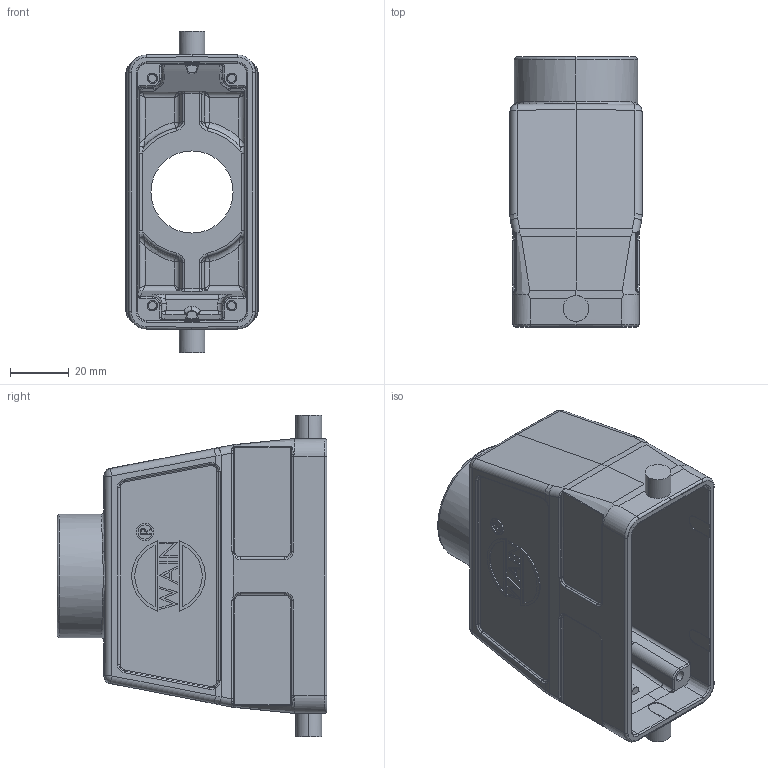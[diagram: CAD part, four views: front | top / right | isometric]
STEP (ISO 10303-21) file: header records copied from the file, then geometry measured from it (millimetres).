
FILE_DESCRIPTION(/* description */ (''),/* implementation_level */ '2;1');
FILE_NAME(/* name */ '3D_1240164155004_HV16B-TEH-2B-M32_V1.1.stp',/* time_stamp */ '2024-01-05T10:11:15+08:00',/* author */ (''),/* organization */ (''),/* preprocessor_version */ 'ST-DEVELOPER v18.1',/* originating_system */ 'SIEMENS PLM Software NX 1980',/* authorisation */ '');
FILE_SCHEMA (('AUTOMOTIVE_DESIGN { 1 0 10303 214 3 1 1 1 }'));
Length unit declared in the file: millimetre
Products named in the file (1): 145932C43606rl3u
Bounding box: 45 x 92 x 109.5 mm (x, y, z)
Volume: 87682 mm3; surface area: 46553 mm2
Topology: 3 solids, 3 shells, 714 faces, 1751 edges, 1049 vertices
Faces by surface type: plane 262, cylinder 219, torus 120, bspline 65, cone 30, sphere 12, extrusion 6
Entity records: 27247 total; most frequent: CARTESIAN_POINT 11670, ORIENTED_EDGE 3442, DIRECTION 2844, EDGE_CURVE 1721, VERTEX_POINT 1049, AXIS2_PLACEMENT_3D 1009, VECTOR 826, LINE 820
